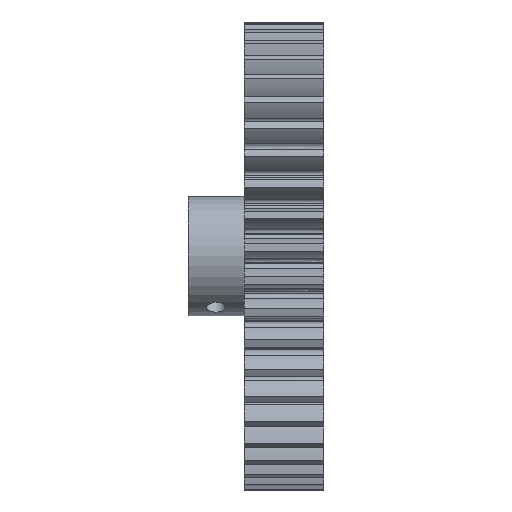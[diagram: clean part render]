
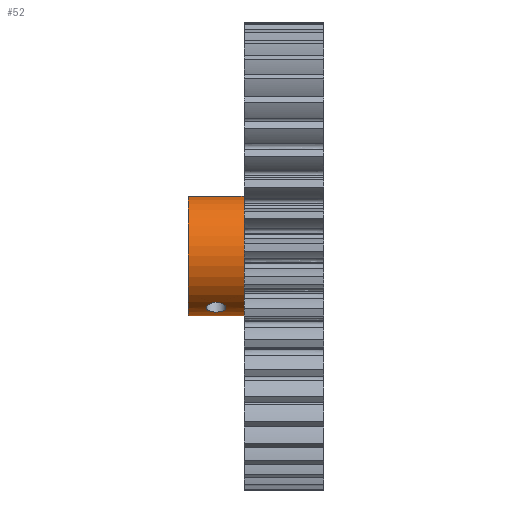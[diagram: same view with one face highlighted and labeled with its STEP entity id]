
A CAD part, top view. The second image highlights one B-rep face of the part: STEP entity #52.
In plain terms, the highlighted cylindrical face has radius 7.5 mm (diameter 15 mm), a full revolution.
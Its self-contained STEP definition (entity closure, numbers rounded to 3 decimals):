
#52=ADVANCED_FACE('',(#2565,#2567,#2569),#2571,.T.);
#2565=FACE_OUTER_BOUND('',#2566,.T.);
#2566=EDGE_LOOP('',(#4352));
#2567=FACE_OUTER_BOUND('',#2568,.T.);
#2568=EDGE_LOOP('',(#4353));
#2569=FACE_BOUND('',#2570,.T.);
#2570=EDGE_LOOP('',(#4354));
#2571=CYLINDRICAL_SURFACE('',#2572,7.5);
#2572=AXIS2_PLACEMENT_3D('',#2573,#2574,#2575);
#2573=CARTESIAN_POINT('',(0.,0.,0.));
#2574=DIRECTION('',(-1.,0.,0.));
#2575=DIRECTION('',(0.,1.,0.));
#4352=ORIENTED_EDGE('',*,*,#11584,.T.);
#4353=ORIENTED_EDGE('',*,*,#11585,.F.);
#4354=ORIENTED_EDGE('',*,*,#11586,.T.);
#11584=EDGE_CURVE('',#12410,#12410,#12411,.T.);
#11585=EDGE_CURVE('',#12412,#12412,#12413,.T.);
#11586=EDGE_CURVE('',#12414,#12414,#12415,.F.);
#12410=VERTEX_POINT('',#13788);
#12411=CIRCLE('',#13789,7.5);
#12412=VERTEX_POINT('',#13793);
#12413=CIRCLE('',#13794,7.5);
#12414=VERTEX_POINT('',#13798);
#12415=B_SPLINE_CURVE_WITH_KNOTS('',3,
(#13799,#13800,#13801,#13802,#13803,#13804,#13805,#13806,#13807,#13808,#13809,#13810,
#13811,#13812,#13813,#13814,#13815,#13816,#13817,#13818,#13819,#13820,#13821,#13822,
#13823,#13824,#13825,#13826,#13827,#13828,#13829,#13830,#13831,#13832,#13833,#13834,
#13835,#13836,#13837,#13838,#13839,#13840,#13841,#13842,#13843,#13844,#13845,#13846,
#13847,#13848,#13849,#13850,#13851,#13852,#13853,#13854,#13855,#13856,#13857,#13858,
#13859,#13860,#13861,#13862,#13863,#13864,#13865,#13866),
.UNSPECIFIED.,.T.,.F.,
(4,1,1,1,1,1,1,1,1,1,1,1,1,1,1,1,1,1,1,1,1,1,1,1,1,1,1,1,1,1,1,1,1,1,1,1,1,1,1,1,
1,1,1,1,1,1,1,1,1,1,1,1,1,1,1,1,1,1,1,1,1,1,1,1,1,4),
(0.,0.01,0.023,0.04,0.06,0.078,
0.093,0.108,0.123,0.141,0.16,
0.179,0.198,0.215,0.233,0.249,
0.25,0.265,0.282,0.3,0.318,
0.337,0.356,0.373,0.389,0.403,
0.419,0.437,0.457,0.472,0.484,
0.491,0.499,0.5,0.507,0.516,
0.526,0.537,0.55,0.562,0.58,
0.599,0.62,0.637,0.656,0.676,
0.695,0.719,0.741,0.75,0.763,
0.78,0.797,0.815,0.834,0.852,
0.87,0.886,0.9,0.915,0.933,
0.953,0.969,0.981,0.99,1.),
.UNSPECIFIED.);
#13788=CARTESIAN_POINT('',(0.,7.5,0.));
#13789=AXIS2_PLACEMENT_3D('',#13790,#13791,#13792);
#13790=CARTESIAN_POINT('',(0.,0.,0.));
#13791=DIRECTION('',(-1.,0.,0.));
#13792=DIRECTION('',(0.,1.,0.));
#13793=CARTESIAN_POINT('',(-7.,7.5,0.));
#13794=AXIS2_PLACEMENT_3D('',#13795,#13796,#13797);
#13795=CARTESIAN_POINT('',(-7.,0.,0.));
#13796=DIRECTION('',(-1.,0.,0.));
#13797=DIRECTION('',(0.,1.,0.));
#13798=CARTESIAN_POINT('',(-2.271,-6.495,3.75));
#13799=CARTESIAN_POINT('',(-2.271,-6.495,3.75));
#13800=CARTESIAN_POINT('',(-2.271,-6.482,3.772));
#13801=CARTESIAN_POINT('',(-2.273,-6.452,3.824));
#13802=CARTESIAN_POINT('',(-2.283,-6.399,3.912));
#13803=CARTESIAN_POINT('',(-2.309,-6.332,4.02));
#13804=CARTESIAN_POINT('',(-2.352,-6.26,4.132));
#13805=CARTESIAN_POINT('',(-2.41,-6.19,4.235));
#13806=CARTESIAN_POINT('',(-2.473,-6.129,4.322));
#13807=CARTESIAN_POINT('',(-2.542,-6.074,4.399));
#13808=CARTESIAN_POINT('',(-2.623,-6.02,4.474));
#13809=CARTESIAN_POINT('',(-2.721,-5.965,4.546));
#13810=CARTESIAN_POINT('',(-2.838,-5.913,4.614));
#13811=CARTESIAN_POINT('',(-2.966,-5.868,4.67));
#13812=CARTESIAN_POINT('',(-3.099,-5.834,4.714));
#13813=CARTESIAN_POINT('',(-3.233,-5.81,4.743));
#13814=CARTESIAN_POINT('',(-3.363,-5.796,4.76));
#13815=CARTESIAN_POINT('',(-3.452,-5.793,4.764));
#13816=CARTESIAN_POINT('',(-3.537,-5.793,4.764));
#13817=CARTESIAN_POINT('',(-3.623,-5.795,4.761));
#13818=CARTESIAN_POINT('',(-3.75,-5.808,4.746));
#13819=CARTESIAN_POINT('',(-3.881,-5.83,4.719));
#13820=CARTESIAN_POINT('',(-4.013,-5.862,4.678));
#13821=CARTESIAN_POINT('',(-4.141,-5.905,4.624));
#13822=CARTESIAN_POINT('',(-4.258,-5.955,4.56));
#13823=CARTESIAN_POINT('',(-4.358,-6.008,4.489));
#13824=CARTESIAN_POINT('',(-4.441,-6.062,4.416));
#13825=CARTESIAN_POINT('',(-4.512,-6.117,4.341));
#13826=CARTESIAN_POINT('',(-4.578,-6.177,4.255));
#13827=CARTESIAN_POINT('',(-4.638,-6.246,4.152));
#13828=CARTESIAN_POINT('',(-4.684,-6.318,4.042));
#13829=CARTESIAN_POINT('',(-4.71,-6.381,3.942));
#13830=CARTESIAN_POINT('',(-4.723,-6.427,3.866));
#13831=CARTESIAN_POINT('',(-4.728,-6.462,3.808));
#13832=CARTESIAN_POINT('',(-4.729,-6.483,3.772));
#13833=CARTESIAN_POINT('',(-4.729,-6.503,3.737));
#13834=CARTESIAN_POINT('',(-4.728,-6.524,3.7));
#13835=CARTESIAN_POINT('',(-4.724,-6.557,3.642));
#13836=CARTESIAN_POINT('',(-4.714,-6.594,3.574));
#13837=CARTESIAN_POINT('',(-4.696,-6.635,3.498));
#13838=CARTESIAN_POINT('',(-4.671,-6.676,3.417));
#13839=CARTESIAN_POINT('',(-4.633,-6.723,3.325));
#13840=CARTESIAN_POINT('',(-4.578,-6.773,3.222));
#13841=CARTESIAN_POINT('',(-4.499,-6.826,3.108));
#13842=CARTESIAN_POINT('',(-4.405,-6.873,3.002));
#13843=CARTESIAN_POINT('',(-4.299,-6.913,2.908));
#13844=CARTESIAN_POINT('',(-4.184,-6.947,2.827));
#13845=CARTESIAN_POINT('',(-4.056,-6.975,2.757));
#13846=CARTESIAN_POINT('',(-3.908,-6.998,2.697));
#13847=CARTESIAN_POINT('',(-3.745,-7.015,2.654));
#13848=CARTESIAN_POINT('',(-3.604,-7.021,2.637));
#13849=CARTESIAN_POINT('',(-3.489,-7.022,2.634));
#13850=CARTESIAN_POINT('',(-3.389,-7.021,2.638));
#13851=CARTESIAN_POINT('',(-3.269,-7.015,2.653));
#13852=CARTESIAN_POINT('',(-3.14,-7.004,2.683));
#13853=CARTESIAN_POINT('',(-3.009,-6.986,2.729));
#13854=CARTESIAN_POINT('',(-2.881,-6.962,2.789));
#13855=CARTESIAN_POINT('',(-2.763,-6.932,2.863));
#13856=CARTESIAN_POINT('',(-2.661,-6.899,2.942));
#13857=CARTESIAN_POINT('',(-2.576,-6.864,3.023));
#13858=CARTESIAN_POINT('',(-2.503,-6.826,3.107));
#13859=CARTESIAN_POINT('',(-2.435,-6.783,3.201));
#13860=CARTESIAN_POINT('',(-2.372,-6.73,3.312));
#13861=CARTESIAN_POINT('',(-2.324,-6.671,3.428));
#13862=CARTESIAN_POINT('',(-2.294,-6.615,3.534));
#13863=CARTESIAN_POINT('',(-2.279,-6.571,3.616));
#13864=CARTESIAN_POINT('',(-2.272,-6.532,3.685));
#13865=CARTESIAN_POINT('',(-2.271,-6.508,3.728));
#13866=CARTESIAN_POINT('',(-2.271,-6.495,3.75));
